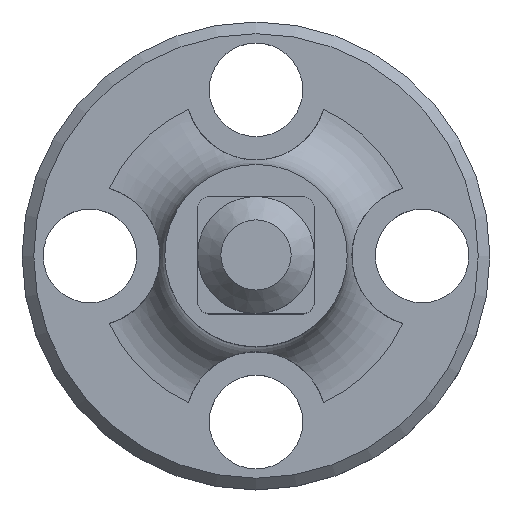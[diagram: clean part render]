
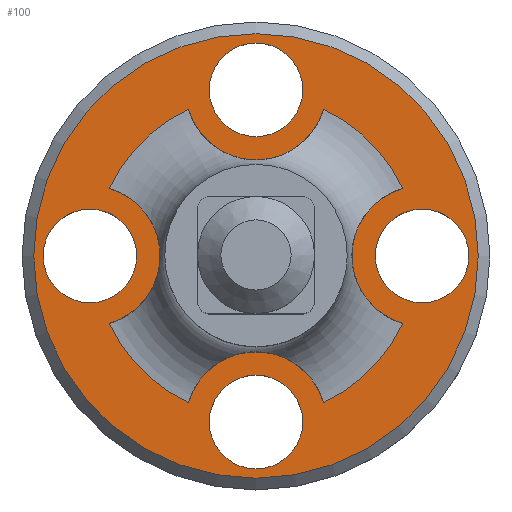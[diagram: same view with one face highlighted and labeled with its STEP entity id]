
A CAD part, top view. The second image highlights one B-rep face of the part: STEP entity #100.
In plain terms, the highlighted planar face has unit normal (0, 0, 1).
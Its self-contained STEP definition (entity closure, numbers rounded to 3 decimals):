
#60=FACE_BOUND('',#165,.T.);
#61=FACE_BOUND('',#166,.T.);
#62=FACE_BOUND('',#167,.T.);
#63=FACE_BOUND('',#168,.T.);
#64=FACE_BOUND('',#169,.T.);
#65=FACE_BOUND('',#170,.T.);
#100=ADVANCED_FACE('',(#60,#61,#62,#63,#64,#65),#132,.T.);
#132=PLANE('',#552);
#165=EDGE_LOOP('',(#268));
#166=EDGE_LOOP('',(#269));
#167=EDGE_LOOP('',(#270));
#168=EDGE_LOOP('',(#271));
#169=EDGE_LOOP('',(#272,#273,#274,#275,#276,#277,#278,#279));
#170=EDGE_LOOP('',(#280));
#224=CIRCLE('',#539,2.);
#225=CIRCLE('',#540,2.);
#226=CIRCLE('',#541,2.);
#227=CIRCLE('',#542,2.);
#228=CIRCLE('',#543,6.9);
#229=CIRCLE('',#544,3.);
#230=CIRCLE('',#545,6.9);
#231=CIRCLE('',#546,3.);
#232=CIRCLE('',#547,6.9);
#233=CIRCLE('',#548,3.);
#234=CIRCLE('',#549,6.9);
#235=CIRCLE('',#550,3.);
#236=CIRCLE('',#551,9.5);
#268=ORIENTED_EDGE('',*,*,#438,.F.);
#269=ORIENTED_EDGE('',*,*,#439,.F.);
#270=ORIENTED_EDGE('',*,*,#440,.F.);
#271=ORIENTED_EDGE('',*,*,#441,.F.);
#272=ORIENTED_EDGE('',*,*,#442,.T.);
#273=ORIENTED_EDGE('',*,*,#443,.F.);
#274=ORIENTED_EDGE('',*,*,#444,.T.);
#275=ORIENTED_EDGE('',*,*,#445,.F.);
#276=ORIENTED_EDGE('',*,*,#446,.T.);
#277=ORIENTED_EDGE('',*,*,#447,.F.);
#278=ORIENTED_EDGE('',*,*,#448,.T.);
#279=ORIENTED_EDGE('',*,*,#449,.F.);
#280=ORIENTED_EDGE('',*,*,#450,.T.);
#390=VERTEX_POINT('',#794);
#391=VERTEX_POINT('',#796);
#392=VERTEX_POINT('',#798);
#393=VERTEX_POINT('',#800);
#394=VERTEX_POINT('',#802);
#395=VERTEX_POINT('',#803);
#396=VERTEX_POINT('',#805);
#397=VERTEX_POINT('',#807);
#398=VERTEX_POINT('',#809);
#399=VERTEX_POINT('',#811);
#400=VERTEX_POINT('',#813);
#401=VERTEX_POINT('',#815);
#402=VERTEX_POINT('',#818);
#438=EDGE_CURVE('',#390,#390,#224,.T.);
#439=EDGE_CURVE('',#391,#391,#225,.T.);
#440=EDGE_CURVE('',#392,#392,#226,.T.);
#441=EDGE_CURVE('',#393,#393,#227,.T.);
#442=EDGE_CURVE('',#394,#395,#228,.T.);
#443=EDGE_CURVE('',#396,#395,#229,.T.);
#444=EDGE_CURVE('',#396,#397,#230,.T.);
#445=EDGE_CURVE('',#398,#397,#231,.T.);
#446=EDGE_CURVE('',#398,#399,#232,.T.);
#447=EDGE_CURVE('',#400,#399,#233,.T.);
#448=EDGE_CURVE('',#400,#401,#234,.T.);
#449=EDGE_CURVE('',#394,#401,#235,.T.);
#450=EDGE_CURVE('',#402,#402,#236,.T.);
#539=AXIS2_PLACEMENT_3D('',#793,#630,#631);
#540=AXIS2_PLACEMENT_3D('',#795,#632,#633);
#541=AXIS2_PLACEMENT_3D('',#797,#634,#635);
#542=AXIS2_PLACEMENT_3D('',#799,#636,#637);
#543=AXIS2_PLACEMENT_3D('',#801,#638,#639);
#544=AXIS2_PLACEMENT_3D('',#804,#640,#641);
#545=AXIS2_PLACEMENT_3D('',#806,#642,#643);
#546=AXIS2_PLACEMENT_3D('',#808,#644,#645);
#547=AXIS2_PLACEMENT_3D('',#810,#646,#647);
#548=AXIS2_PLACEMENT_3D('',#812,#648,#649);
#549=AXIS2_PLACEMENT_3D('',#814,#650,#651);
#550=AXIS2_PLACEMENT_3D('',#816,#652,#653);
#551=AXIS2_PLACEMENT_3D('',#817,#654,#655);
#552=AXIS2_PLACEMENT_3D('',#819,#656,#657);
#630=DIRECTION('',(0.,0.,1.));
#631=DIRECTION('',(1.,0.,0.));
#632=DIRECTION('',(0.,0.,1.));
#633=DIRECTION('',(1.,0.,0.));
#634=DIRECTION('',(0.,0.,1.));
#635=DIRECTION('',(1.,0.,0.));
#636=DIRECTION('',(0.,0.,1.));
#637=DIRECTION('',(1.,0.,0.));
#638=DIRECTION('',(0.,0.,-1.));
#639=DIRECTION('',(1.,0.,0.));
#640=DIRECTION('',(0.,0.,-1.));
#641=DIRECTION('',(0.,-1.,0.));
#642=DIRECTION('',(0.,0.,-1.));
#643=DIRECTION('',(1.,0.,0.));
#644=DIRECTION('',(0.,0.,-1.));
#645=DIRECTION('',(-1.,0.,0.));
#646=DIRECTION('',(0.,0.,-1.));
#647=DIRECTION('',(1.,0.,0.));
#648=DIRECTION('',(0.,0.,-1.));
#649=DIRECTION('',(0.,1.,0.));
#650=DIRECTION('',(0.,0.,-1.));
#651=DIRECTION('',(1.,0.,0.));
#652=DIRECTION('',(0.,0.,-1.));
#653=DIRECTION('',(1.,0.,0.));
#654=DIRECTION('',(0.,0.,1.));
#655=DIRECTION('',(1.,0.,0.));
#656=DIRECTION('',(0.,0.,1.));
#657=DIRECTION('',(1.,0.,0.));
#793=CARTESIAN_POINT('',(7.1,0.,3.));
#794=CARTESIAN_POINT('',(9.1,0.,3.));
#795=CARTESIAN_POINT('',(0.,7.1,3.));
#796=CARTESIAN_POINT('',(2.,7.1,3.));
#797=CARTESIAN_POINT('',(0.,-7.1,3.));
#798=CARTESIAN_POINT('',(2.,-7.1,3.));
#799=CARTESIAN_POINT('',(-7.1,0.,3.));
#800=CARTESIAN_POINT('',(-5.1,0.,3.));
#801=CARTESIAN_POINT('',(0.,0.,3.));
#802=CARTESIAN_POINT('',(2.883,6.269,3.));
#803=CARTESIAN_POINT('',(6.269,2.883,3.));
#804=CARTESIAN_POINT('',(7.1,0.,3.));
#805=CARTESIAN_POINT('',(6.269,-2.883,3.));
#806=CARTESIAN_POINT('',(0.,0.,3.));
#807=CARTESIAN_POINT('',(2.883,-6.269,3.));
#808=CARTESIAN_POINT('',(0.,-7.1,3.));
#809=CARTESIAN_POINT('',(-2.883,-6.269,3.));
#810=CARTESIAN_POINT('',(0.,0.,3.));
#811=CARTESIAN_POINT('',(-6.269,-2.883,3.));
#812=CARTESIAN_POINT('',(-7.1,0.,3.));
#813=CARTESIAN_POINT('',(-6.269,2.883,3.));
#814=CARTESIAN_POINT('',(0.,0.,3.));
#815=CARTESIAN_POINT('',(-2.883,6.269,3.));
#816=CARTESIAN_POINT('',(0.,7.1,3.));
#817=CARTESIAN_POINT('',(0.,0.,3.));
#818=CARTESIAN_POINT('',(9.5,0.,3.));
#819=CARTESIAN_POINT('',(0.,0.,3.));
